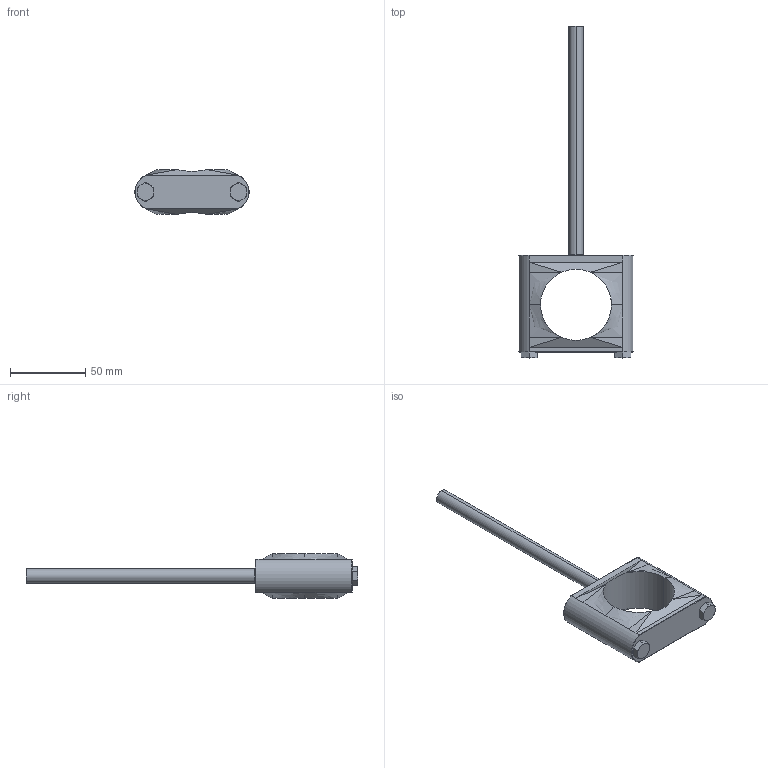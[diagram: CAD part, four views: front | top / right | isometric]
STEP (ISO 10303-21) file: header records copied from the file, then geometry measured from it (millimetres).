
FILE_DESCRIPTION (( 'STEP AP214' ), '1' );
FILE_NAME ('CSDW6R1.5P304ZP.STEP', '2023-05-29T08:22:06', ( '' ), ( '' ), 'SwSTEP 2.0', 'SolidWorks 2018', '' );
FILE_SCHEMA (( 'AUTOMOTIVE_DESIGN' ));
Length unit declared in the file: inch
Products named in the file (1): CSDW6R1.5P304ZP
Bounding box: 75.85 x 220.58 x 29.85 mm (x, y, z)
Volume: 81274.7 mm3; surface area: 20681.6 mm2
Topology: 1 solids, 1 shells, 71 faces, 176 edges, 108 vertices
Faces by surface type: plane 33, cone 16, cylinder 10, bspline 8, torus 4
Entity records: 2542 total; most frequent: CARTESIAN_POINT 964, ORIENTED_EDGE 352, DIRECTION 264, EDGE_CURVE 176, VERTEX_POINT 108, AXIS2_PLACEMENT_3D 92, VECTOR 80, LINE 80
